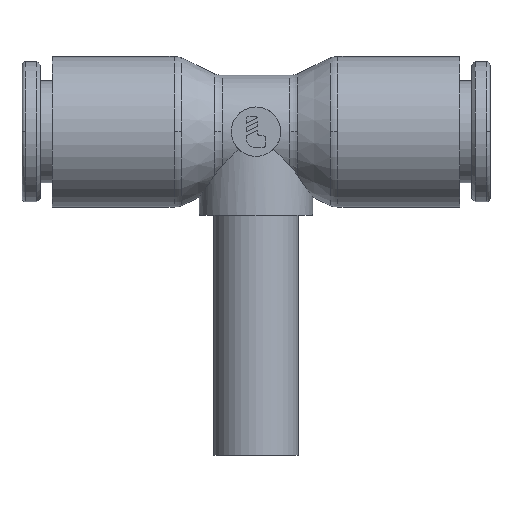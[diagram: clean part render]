
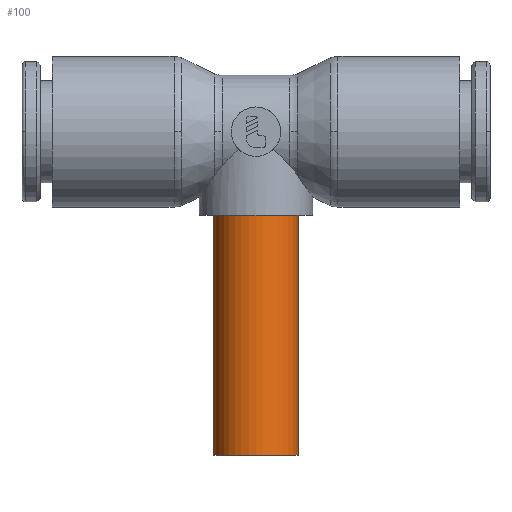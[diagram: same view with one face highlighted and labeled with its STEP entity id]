
A CAD part, top view. The second image highlights one B-rep face of the part: STEP entity #100.
In plain terms, the highlighted cylindrical face has radius 3 mm (diameter 6 mm), a partial arc.
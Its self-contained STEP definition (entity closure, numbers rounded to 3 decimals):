
#100=ADVANCED_FACE('',(#237),#238,.T.);
#237=FACE_OUTER_BOUND('',#403,.T.);
#238=CYLINDRICAL_SURFACE('',#404,3.0);
#403=EDGE_LOOP('',(#903,#904,#905,#906));
#404=AXIS2_PLACEMENT_3D('',#907,#908,#909);
#903=ORIENTED_EDGE('',*,*,#1158,.T.);
#904=ORIENTED_EDGE('',*,*,#1260,.T.);
#905=ORIENTED_EDGE('',*,*,#1160,.T.);
#906=ORIENTED_EDGE('',*,*,#1263,.F.);
#907=CARTESIAN_POINT('',(0.0,11.45,0.0));
#908=DIRECTION('',(-0.0,1.0,0.0));
#909=DIRECTION('',(1.0,0.0,0.0));
#1158=EDGE_CURVE('',#1422,#1423,#1424,.T.);
#1160=EDGE_CURVE('',#1427,#1425,#1428,.T.);
#1260=EDGE_CURVE('',#1423,#1427,#1589,.T.);
#1263=EDGE_CURVE('',#1422,#1425,#1592,.T.);
#1422=VERTEX_POINT('',#1812);
#1423=VERTEX_POINT('',#1813);
#1424=LINE('',#1814,#1815);
#1425=VERTEX_POINT('',#1816);
#1427=VERTEX_POINT('',#1818);
#1428=LINE('',#1819,#1820);
#1589=CIRCLE('',#2257,3.0);
#1592=CIRCLE('',#2260,3.0);
#1812=CARTESIAN_POINT('',(3.0,0.0,0.0));
#1813=CARTESIAN_POINT('',(3.0,17.0,0.));
#1814=CARTESIAN_POINT('',(3.0,11.45,0.));
#1815=VECTOR('',#2451,1.0);
#1816=CARTESIAN_POINT('',(-3.0,0.0,0.));
#1818=CARTESIAN_POINT('',(-3.0,17.0,0.));
#1819=CARTESIAN_POINT('',(-3.0,11.45,0.));
#1820=VECTOR('',#2455,1.0);
#2257=AXIS2_PLACEMENT_3D('',#2611,#2612,#2613);
#2260=AXIS2_PLACEMENT_3D('',#2620,#2621,#2622);
#2451=DIRECTION('',(0.0,1.0,0.0));
#2455=DIRECTION('',(-0.0,-1.0,-0.0));
#2611=CARTESIAN_POINT('',(0.0,17.0,0.0));
#2612=DIRECTION('',(0.0,-1.0,0.0));
#2613=DIRECTION('',(1.0,0.0,0.0));
#2620=CARTESIAN_POINT('',(0.0,0.0,0.0));
#2621=DIRECTION('',(0.0,-1.0,0.0));
#2622=DIRECTION('',(1.0,0.0,0.0));
